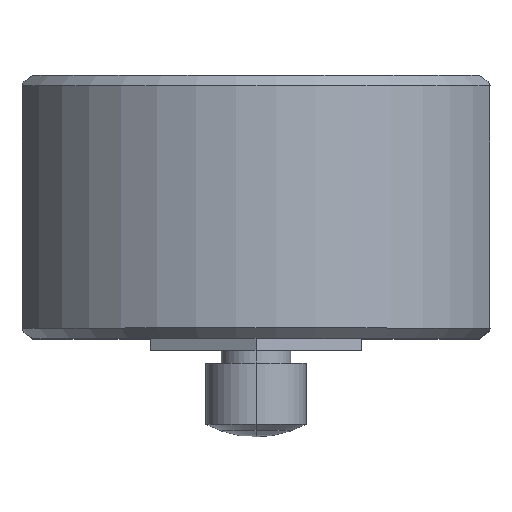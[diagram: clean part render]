
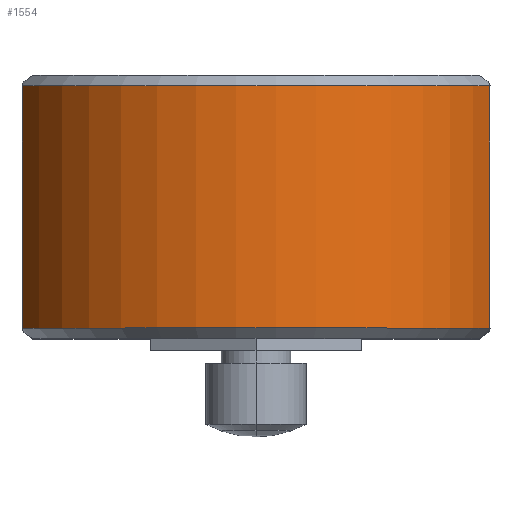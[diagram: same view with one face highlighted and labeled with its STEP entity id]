
A CAD part, top view. The second image highlights one B-rep face of the part: STEP entity #1554.
In plain terms, the highlighted cylindrical face has radius 11.75 mm (diameter 23.5 mm), a partial arc.
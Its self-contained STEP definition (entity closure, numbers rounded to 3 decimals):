
#532=CARTESIAN_POINT('',(11.078,12.,3.917));
#569=CARTESIAN_POINT('',(-11.078,12.,3.917));
#583=DIRECTION('',(0.,1.,0.));
#584=VECTOR('',#583,11.5);
#585=CARTESIAN_POINT('',(11.078,0.5,3.917));
#586=LINE('',#585,#584);
#590=CARTESIAN_POINT('',(0.,0.5,0.));
#591=DIRECTION('',(0.,-1.,0.));
#592=DIRECTION('',(0.943,0.,0.333));
#593=AXIS2_PLACEMENT_3D('',#590,#591,#592);
#598=DIRECTION('',(0.,-1.,0.));
#599=VECTOR('',#598,11.5);
#600=CARTESIAN_POINT('',(-11.078,12.,3.917));
#601=LINE('',#600,#599);
#605=CARTESIAN_POINT('',(0.,12.,0.));
#606=DIRECTION('',(0.,1.,0.));
#607=DIRECTION('',(-0.943,0.,0.333));
#608=AXIS2_PLACEMENT_3D('',#605,#606,#607);
#629=CARTESIAN_POINT('',(11.078,0.5,3.917));
#643=CARTESIAN_POINT('',(-11.078,0.5,3.917));
#1190=VERTEX_POINT('',#532);
#1196=VERTEX_POINT('',#629);
#1204=VERTEX_POINT('',#643);
#1210=VERTEX_POINT('',#569);
#1541=CARTESIAN_POINT('',(0.,0.,0.));
#1542=DIRECTION('',(0.,1.,0.));
#1543=DIRECTION('',(1.,0.,0.));
#1544=AXIS2_PLACEMENT_3D('',#1541,#1542,#1543);
#1545=CYLINDRICAL_SURFACE('',#1544,11.75);
#1546=ORIENTED_EDGE('',*,*,#1519,.F.);
#1548=ORIENTED_EDGE('',*,*,#1547,.T.);
#1550=ORIENTED_EDGE('',*,*,#1549,.F.);
#1551=ORIENTED_EDGE('',*,*,#1530,.T.);
#1552=EDGE_LOOP('',(#1546,#1548,#1550,#1551));
#1553=FACE_OUTER_BOUND('',#1552,.F.);
#594=CIRCLE('',#593,11.75);
#609=CIRCLE('',#608,11.75);
#1519=EDGE_CURVE('',#1196,#1190,#586,.T.);
#1530=EDGE_CURVE('',#1210,#1190,#609,.T.);
#1547=EDGE_CURVE('',#1196,#1204,#594,.T.);
#1549=EDGE_CURVE('',#1210,#1204,#601,.T.);
#1554=ADVANCED_FACE('',(#1553),#1545,.T.);
